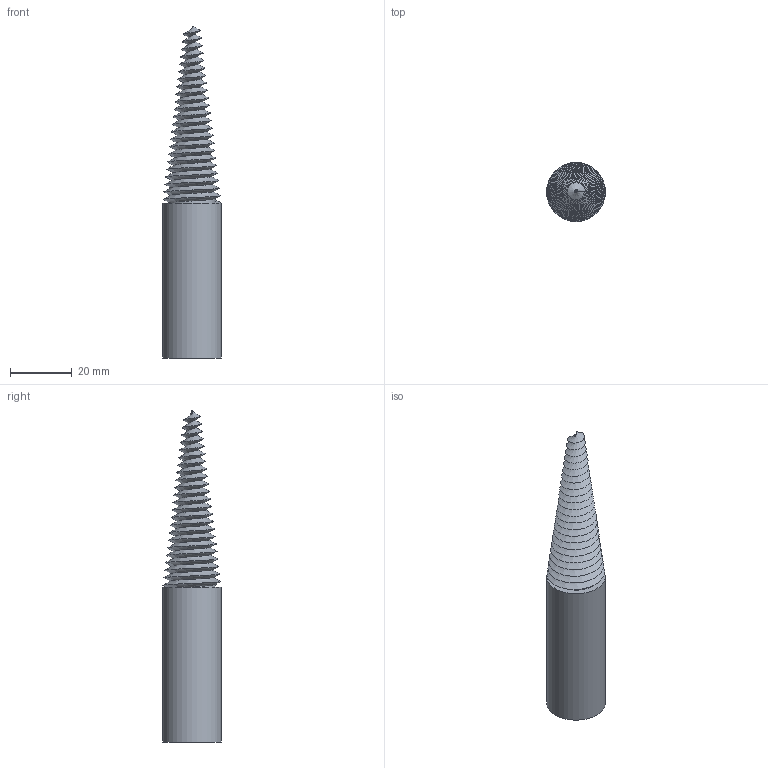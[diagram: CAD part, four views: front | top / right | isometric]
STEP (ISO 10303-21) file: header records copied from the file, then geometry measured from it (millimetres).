
FILE_DESCRIPTION(/* description */ (''),/* implementation_level */ '2;1');
FILE_NAME(/* name */ 'pigtail v3.step',/* time_stamp */ '2020-12-08T23:53:59+01:00',/* author */ (''),/* organization */ (''),/* preprocessor_version */ 'ST-DEVELOPER v18.1',/* originating_system */ 'Autodesk Translation Framework v9.7.1.1290',/* authorisation */ '');
FILE_SCHEMA (('AUTOMOTIVE_DESIGN { 1 0 10303 214 3 1 1 }'));
Length unit declared in the file: millimetre
Products named in the file (1): pigtail
Bounding box: 19 x 19 x 107.19 mm (x, y, z)
Volume: 13418.4 mm3; surface area: 9104.1 mm2
Topology: 1 solids, 1 shells, 52 faces, 140 edges, 92 vertices
Faces by surface type: cylinder 21, cone 19, plane 7, bspline 5
Full cylindrical faces by diameter (mm): 10.274 x7, 12.226 x8, 12.75 x1, 19 x1
Entity records: 16820 total; most frequent: CARTESIAN_POINT 15650, ORIENTED_EDGE 280, DIRECTION 165, EDGE_CURVE 140, VERTEX_POINT 92, B_SPLINE_CURVE_WITH_KNOTS 84, AXIS2_PLACEMENT_3D 61, EDGE_LOOP 54
